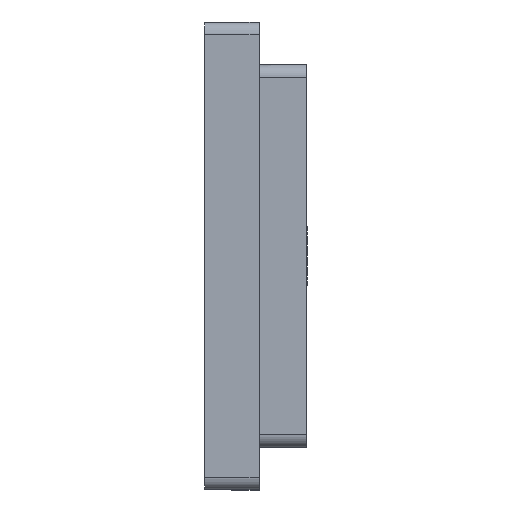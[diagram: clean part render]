
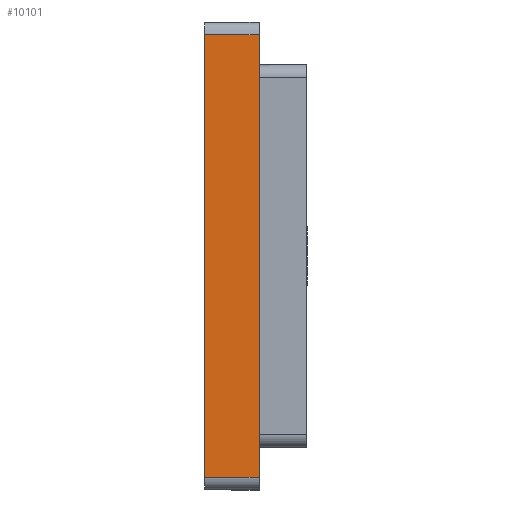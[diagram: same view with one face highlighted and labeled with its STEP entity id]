
A CAD part, left-side view. The second image highlights one B-rep face of the part: STEP entity #10101.
In plain terms, the highlighted planar face has unit normal (-1, 0, 0).
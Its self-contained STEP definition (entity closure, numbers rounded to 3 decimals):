
#513 = ORIENTED_EDGE ( 'NONE', *, *, #10461, .F. ) ;
#7777 = CARTESIAN_POINT ( 'NONE',  ( -19.25, 0.601, 5.5 ) ) ;
#10101 = ADVANCED_FACE ( 'NONE', ( #43301 ), #56818, .T. ) ;
#10461 = EDGE_CURVE ( 'NONE', #61905, #45848, #43220, .T. ) ;
#11714 = VERTEX_POINT ( 'NONE', #38517 ) ;
#16436 = VECTOR ( 'NONE', #33121, 39.37 ) ;
#17238 = VECTOR ( 'NONE', #46744, 39.37 ) ;
#18202 = DIRECTION ( 'NONE',  ( 0., 0., 1. ) ) ;
#21607 = DIRECTION ( 'NONE',  ( 0., -1., 0. ) ) ;
#24835 = CARTESIAN_POINT ( 'NONE',  ( -19.25, 1.884, 5.2 ) ) ;
#24961 = ORIENTED_EDGE ( 'NONE', *, *, #55723, .T. ) ;
#28748 = LINE ( 'NONE', #52911, #16436 ) ;
#28959 = VERTEX_POINT ( 'NONE', #43520 ) ;
#30174 = VECTOR ( 'NONE', #21607, 39.37 ) ;
#33121 = DIRECTION ( 'NONE',  ( 0., 1., 0. ) ) ;
#35064 = LINE ( 'NONE', #54228, #30174 ) ;
#35163 = ORIENTED_EDGE ( 'NONE', *, *, #50701, .T. ) ;
#37270 = DIRECTION ( 'NONE',  ( 0., 0., 1. ) ) ;
#37449 = EDGE_CURVE ( 'NONE', #61905, #28959, #35064, .T. ) ;
#38517 = CARTESIAN_POINT ( 'NONE',  ( -19.25, 0.601, 5.2 ) ) ;
#38578 = DIRECTION ( 'NONE',  ( -1., 0., 0. ) ) ;
#39656 = CARTESIAN_POINT ( 'NONE',  ( -19.25, 1.884, -5.2 ) ) ;
#41981 = CARTESIAN_POINT ( 'NONE',  ( -19.25, 1.884, -5.5 ) ) ;
#43220 = LINE ( 'NONE', #41981, #61703 ) ;
#43301 = FACE_OUTER_BOUND ( 'NONE', #58088, .T. ) ;
#43520 = CARTESIAN_POINT ( 'NONE',  ( -19.25, 0.601, -5.2 ) ) ;
#45848 = VERTEX_POINT ( 'NONE', #24835 ) ;
#46444 = LINE ( 'NONE', #7777, #17238 ) ;
#46744 = DIRECTION ( 'NONE',  ( 0., 0., 1. ) ) ;
#48637 = AXIS2_PLACEMENT_3D ( 'NONE', #52733, #38578, #18202 ) ;
#50701 = EDGE_CURVE ( 'NONE', #11714, #45848, #28748, .T. ) ;
#50977 = ORIENTED_EDGE ( 'NONE', *, *, #37449, .T. ) ;
#52733 = CARTESIAN_POINT ( 'NONE',  ( -19.25, -38.873, -5.5 ) ) ;
#52911 = CARTESIAN_POINT ( 'NONE',  ( -19.25, -38.873, 5.2 ) ) ;
#54228 = CARTESIAN_POINT ( 'NONE',  ( -19.25, -38.873, -5.2 ) ) ;
#55723 = EDGE_CURVE ( 'NONE', #28959, #11714, #46444, .T. ) ;
#56818 = PLANE ( 'NONE',  #48637 ) ;
#58088 = EDGE_LOOP ( 'NONE', ( #513, #50977, #24961, #35163 ) ) ;
#61703 = VECTOR ( 'NONE', #37270, 39.37 ) ;
#61905 = VERTEX_POINT ( 'NONE', #39656 ) ;
